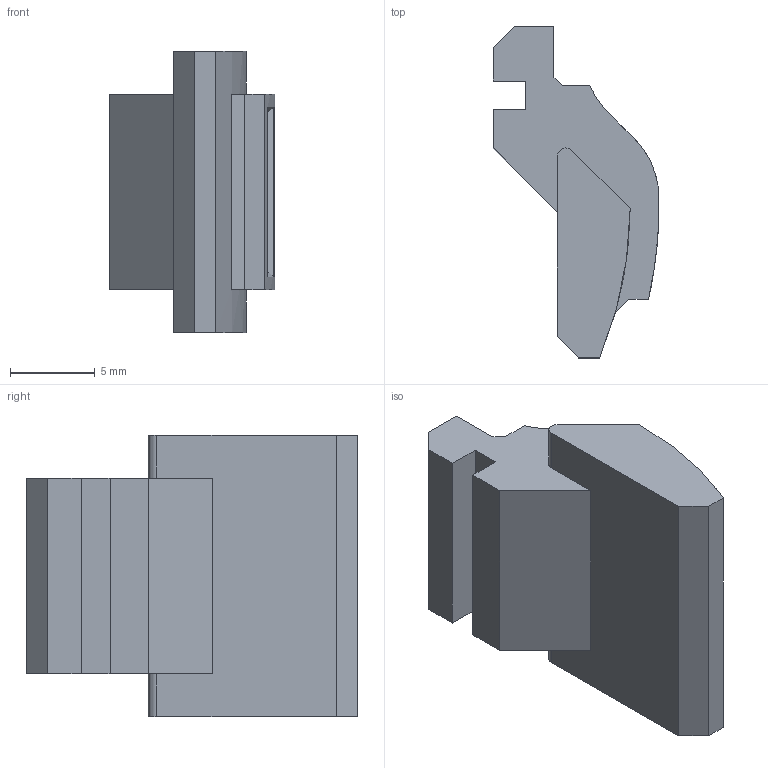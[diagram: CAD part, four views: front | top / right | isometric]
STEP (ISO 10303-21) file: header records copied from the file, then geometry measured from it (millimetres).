
FILE_DESCRIPTION (( 'STEP AP214' ), '1' );
FILE_NAME ('switchcover2.STEP', '2025-05-31T14:00:45', ( '' ), ( '' ), 'SwSTEP 2.0', 'SolidWorks 2024', '' );
FILE_SCHEMA (( 'AUTOMOTIVE_DESIGN' ));
Length unit declared in the file: millimetre
Products named in the file (1): switchcover2
Bounding box: 9.8 x 19.58 x 16.6 mm (x, y, z)
Volume: 1372.8 mm3; surface area: 993.8 mm2
Topology: 1 solids, 1 shells, 60 faces, 160 edges, 104 vertices
Faces by surface type: plane 33, bspline 17, cylinder 10
Entity records: 2170 total; most frequent: CARTESIAN_POINT 814, ORIENTED_EDGE 320, DIRECTION 200, EDGE_CURVE 160, VERTEX_POINT 104, VECTOR 84, LINE 84, EDGE_LOOP 62
